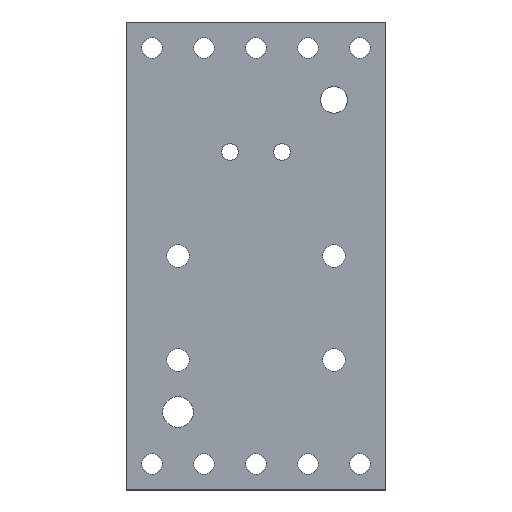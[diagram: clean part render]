
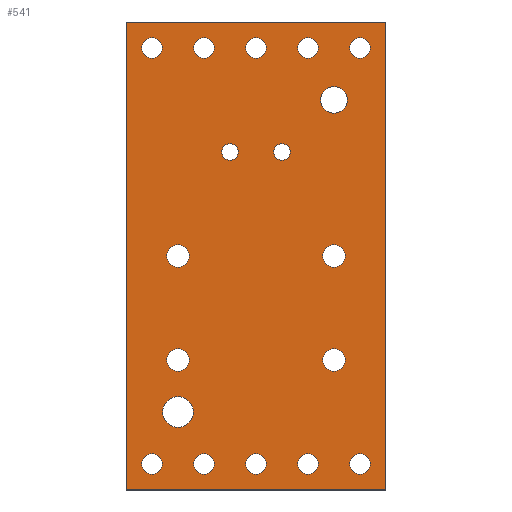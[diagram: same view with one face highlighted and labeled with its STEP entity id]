
A CAD part, top view. The second image highlights one B-rep face of the part: STEP entity #541.
In plain terms, the highlighted planar face has unit normal (0, 0, 1).
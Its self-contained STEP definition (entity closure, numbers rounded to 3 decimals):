
#18=FACE_BOUND('',#107,.T.);
#19=FACE_BOUND('',#108,.T.);
#20=FACE_BOUND('',#109,.T.);
#21=FACE_BOUND('',#110,.T.);
#22=FACE_BOUND('',#111,.T.);
#23=FACE_BOUND('',#112,.T.);
#24=FACE_BOUND('',#113,.T.);
#25=FACE_BOUND('',#114,.T.);
#26=FACE_BOUND('',#115,.T.);
#27=FACE_BOUND('',#116,.T.);
#28=FACE_BOUND('',#117,.T.);
#29=FACE_BOUND('',#118,.T.);
#30=FACE_BOUND('',#119,.T.);
#31=FACE_BOUND('',#120,.T.);
#32=FACE_BOUND('',#121,.T.);
#33=FACE_BOUND('',#122,.T.);
#34=FACE_BOUND('',#123,.T.);
#35=FACE_BOUND('',#124,.T.);
#58=PLANE('',#616);
#82=FACE_OUTER_BOUND('',#106,.T.);
#106=EDGE_LOOP('',(#438,#439,#440,#441));
#107=EDGE_LOOP('',(#442));
#108=EDGE_LOOP('',(#443));
#109=EDGE_LOOP('',(#444));
#110=EDGE_LOOP('',(#445));
#111=EDGE_LOOP('',(#446));
#112=EDGE_LOOP('',(#447));
#113=EDGE_LOOP('',(#448));
#114=EDGE_LOOP('',(#449));
#115=EDGE_LOOP('',(#450));
#116=EDGE_LOOP('',(#451));
#117=EDGE_LOOP('',(#452));
#118=EDGE_LOOP('',(#453));
#119=EDGE_LOOP('',(#454));
#120=EDGE_LOOP('',(#455));
#121=EDGE_LOOP('',(#456));
#122=EDGE_LOOP('',(#457));
#123=EDGE_LOOP('',(#458));
#124=EDGE_LOOP('',(#459));
#164=LINE('',#892,#194);
#167=LINE('',#898,#197);
#170=LINE('',#904,#200);
#173=LINE('',#908,#203);
#194=VECTOR('',#753,10.);
#197=VECTOR('',#758,10.);
#200=VECTOR('',#763,10.);
#203=VECTOR('',#768,10.);
#205=CIRCLE('',#560,0.5);
#207=CIRCLE('',#563,0.5);
#209=CIRCLE('',#566,0.5);
#211=CIRCLE('',#569,0.5);
#213=CIRCLE('',#572,0.75);
#215=CIRCLE('',#575,0.55);
#217=CIRCLE('',#578,0.55);
#219=CIRCLE('',#581,0.4);
#221=CIRCLE('',#584,0.65);
#223=CIRCLE('',#587,0.4);
#225=CIRCLE('',#590,0.55);
#227=CIRCLE('',#593,0.55);
#229=CIRCLE('',#596,0.5);
#231=CIRCLE('',#599,0.5);
#233=CIRCLE('',#602,0.5);
#235=CIRCLE('',#605,0.5);
#237=CIRCLE('',#608,0.5);
#239=CIRCLE('',#611,0.5);
#241=VERTEX_POINT('',#780);
#243=VERTEX_POINT('',#786);
#245=VERTEX_POINT('',#792);
#247=VERTEX_POINT('',#798);
#249=VERTEX_POINT('',#804);
#251=VERTEX_POINT('',#810);
#253=VERTEX_POINT('',#816);
#255=VERTEX_POINT('',#822);
#257=VERTEX_POINT('',#828);
#259=VERTEX_POINT('',#834);
#261=VERTEX_POINT('',#840);
#263=VERTEX_POINT('',#846);
#265=VERTEX_POINT('',#852);
#267=VERTEX_POINT('',#858);
#269=VERTEX_POINT('',#864);
#271=VERTEX_POINT('',#870);
#273=VERTEX_POINT('',#876);
#275=VERTEX_POINT('',#882);
#278=VERTEX_POINT('',#889);
#279=VERTEX_POINT('',#891);
#281=VERTEX_POINT('',#897);
#283=VERTEX_POINT('',#903);
#286=EDGE_CURVE('',#241,#241,#205,.T.);
#289=EDGE_CURVE('',#243,#243,#207,.T.);
#292=EDGE_CURVE('',#245,#245,#209,.T.);
#295=EDGE_CURVE('',#247,#247,#211,.T.);
#298=EDGE_CURVE('',#249,#249,#213,.T.);
#301=EDGE_CURVE('',#251,#251,#215,.T.);
#304=EDGE_CURVE('',#253,#253,#217,.T.);
#307=EDGE_CURVE('',#255,#255,#219,.T.);
#310=EDGE_CURVE('',#257,#257,#221,.T.);
#313=EDGE_CURVE('',#259,#259,#223,.T.);
#316=EDGE_CURVE('',#261,#261,#225,.T.);
#319=EDGE_CURVE('',#263,#263,#227,.T.);
#322=EDGE_CURVE('',#265,#265,#229,.T.);
#325=EDGE_CURVE('',#267,#267,#231,.T.);
#328=EDGE_CURVE('',#269,#269,#233,.T.);
#331=EDGE_CURVE('',#271,#271,#235,.T.);
#334=EDGE_CURVE('',#273,#273,#237,.T.);
#337=EDGE_CURVE('',#275,#275,#239,.T.);
#340=EDGE_CURVE('',#279,#278,#164,.T.);
#343=EDGE_CURVE('',#281,#279,#167,.T.);
#346=EDGE_CURVE('',#283,#281,#170,.T.);
#349=EDGE_CURVE('',#278,#283,#173,.T.);
#438=ORIENTED_EDGE('',*,*,#349,.T.);
#439=ORIENTED_EDGE('',*,*,#346,.T.);
#440=ORIENTED_EDGE('',*,*,#343,.T.);
#441=ORIENTED_EDGE('',*,*,#340,.T.);
#442=ORIENTED_EDGE('',*,*,#286,.T.);
#443=ORIENTED_EDGE('',*,*,#289,.T.);
#444=ORIENTED_EDGE('',*,*,#292,.T.);
#445=ORIENTED_EDGE('',*,*,#295,.T.);
#446=ORIENTED_EDGE('',*,*,#298,.T.);
#447=ORIENTED_EDGE('',*,*,#301,.T.);
#448=ORIENTED_EDGE('',*,*,#304,.T.);
#449=ORIENTED_EDGE('',*,*,#307,.T.);
#450=ORIENTED_EDGE('',*,*,#310,.T.);
#451=ORIENTED_EDGE('',*,*,#313,.T.);
#452=ORIENTED_EDGE('',*,*,#316,.T.);
#453=ORIENTED_EDGE('',*,*,#319,.T.);
#454=ORIENTED_EDGE('',*,*,#322,.T.);
#455=ORIENTED_EDGE('',*,*,#325,.T.);
#456=ORIENTED_EDGE('',*,*,#328,.T.);
#457=ORIENTED_EDGE('',*,*,#331,.T.);
#458=ORIENTED_EDGE('',*,*,#334,.T.);
#459=ORIENTED_EDGE('',*,*,#337,.T.);
#541=ADVANCED_FACE('',(#82,#18,#19,#20,#21,#22,#23,#24,#25,#26,#27,#28,
#29,#30,#31,#32,#33,#34,#35),#58,.T.);
#560=AXIS2_PLACEMENT_3D('',#782,#628,#629);
#563=AXIS2_PLACEMENT_3D('',#788,#635,#636);
#566=AXIS2_PLACEMENT_3D('',#794,#642,#643);
#569=AXIS2_PLACEMENT_3D('',#800,#649,#650);
#572=AXIS2_PLACEMENT_3D('',#806,#656,#657);
#575=AXIS2_PLACEMENT_3D('',#812,#663,#664);
#578=AXIS2_PLACEMENT_3D('',#818,#670,#671);
#581=AXIS2_PLACEMENT_3D('',#824,#677,#678);
#584=AXIS2_PLACEMENT_3D('',#830,#684,#685);
#587=AXIS2_PLACEMENT_3D('',#836,#691,#692);
#590=AXIS2_PLACEMENT_3D('',#842,#698,#699);
#593=AXIS2_PLACEMENT_3D('',#848,#705,#706);
#596=AXIS2_PLACEMENT_3D('',#854,#712,#713);
#599=AXIS2_PLACEMENT_3D('',#860,#719,#720);
#602=AXIS2_PLACEMENT_3D('',#866,#726,#727);
#605=AXIS2_PLACEMENT_3D('',#872,#733,#734);
#608=AXIS2_PLACEMENT_3D('',#878,#740,#741);
#611=AXIS2_PLACEMENT_3D('',#884,#747,#748);
#616=AXIS2_PLACEMENT_3D('',#909,#769,#770);
#628=DIRECTION('center_axis',(0.,0.,-1.));
#629=DIRECTION('ref_axis',(1.,0.,0.));
#635=DIRECTION('center_axis',(0.,0.,-1.));
#636=DIRECTION('ref_axis',(1.,0.,0.));
#642=DIRECTION('center_axis',(0.,0.,-1.));
#643=DIRECTION('ref_axis',(1.,0.,0.));
#649=DIRECTION('center_axis',(0.,0.,-1.));
#650=DIRECTION('ref_axis',(1.,0.,0.));
#656=DIRECTION('center_axis',(0.,0.,-1.));
#657=DIRECTION('ref_axis',(1.,0.,0.));
#663=DIRECTION('center_axis',(0.,0.,-1.));
#664=DIRECTION('ref_axis',(1.,0.,0.));
#670=DIRECTION('center_axis',(0.,0.,-1.));
#671=DIRECTION('ref_axis',(1.,0.,0.));
#677=DIRECTION('center_axis',(0.,0.,-1.));
#678=DIRECTION('ref_axis',(1.,0.,0.));
#684=DIRECTION('center_axis',(0.,0.,-1.));
#685=DIRECTION('ref_axis',(1.,0.,0.));
#691=DIRECTION('center_axis',(0.,0.,-1.));
#692=DIRECTION('ref_axis',(1.,0.,0.));
#698=DIRECTION('center_axis',(0.,0.,-1.));
#699=DIRECTION('ref_axis',(1.,0.,0.));
#705=DIRECTION('center_axis',(0.,0.,-1.));
#706=DIRECTION('ref_axis',(1.,0.,0.));
#712=DIRECTION('center_axis',(0.,0.,-1.));
#713=DIRECTION('ref_axis',(1.,0.,0.));
#719=DIRECTION('center_axis',(0.,0.,-1.));
#720=DIRECTION('ref_axis',(1.,0.,0.));
#726=DIRECTION('center_axis',(0.,0.,-1.));
#727=DIRECTION('ref_axis',(1.,0.,0.));
#733=DIRECTION('center_axis',(0.,0.,-1.));
#734=DIRECTION('ref_axis',(1.,0.,0.));
#740=DIRECTION('center_axis',(0.,0.,-1.));
#741=DIRECTION('ref_axis',(1.,0.,0.));
#747=DIRECTION('center_axis',(0.,0.,-1.));
#748=DIRECTION('ref_axis',(1.,0.,0.));
#753=DIRECTION('',(0.,1.,0.));
#758=DIRECTION('',(1.,0.,0.));
#763=DIRECTION('',(0.,-1.,0.));
#768=DIRECTION('',(-1.,0.,0.));
#769=DIRECTION('center_axis',(0.,0.,1.));
#770=DIRECTION('ref_axis',(1.,0.,0.));
#780=CARTESIAN_POINT('',(2.04,10.16,1.57));
#782=CARTESIAN_POINT('Origin',(2.54,10.16,1.57));
#786=CARTESIAN_POINT('',(-3.04,10.16,1.57));
#788=CARTESIAN_POINT('Origin',(-2.54,10.16,1.57));
#792=CARTESIAN_POINT('',(4.58,-10.16,1.57));
#794=CARTESIAN_POINT('Origin',(5.08,-10.16,1.57));
#798=CARTESIAN_POINT('',(-0.5,-10.16,1.57));
#800=CARTESIAN_POINT('Origin',(0.,-10.16,1.57));
#804=CARTESIAN_POINT('',(-4.56,-7.625,1.57));
#806=CARTESIAN_POINT('Origin',(-3.81,-7.625,1.57));
#810=CARTESIAN_POINT('',(3.26,-5.08,1.57));
#812=CARTESIAN_POINT('Origin',(3.81,-5.08,1.57));
#816=CARTESIAN_POINT('',(3.26,0.,1.57));
#818=CARTESIAN_POINT('Origin',(3.81,0.,1.57));
#822=CARTESIAN_POINT('',(-1.67,5.08,1.57));
#824=CARTESIAN_POINT('Origin',(-1.27,5.08,1.57));
#828=CARTESIAN_POINT('',(3.16,7.625,1.57));
#830=CARTESIAN_POINT('Origin',(3.81,7.625,1.57));
#834=CARTESIAN_POINT('',(0.87,5.08,1.57));
#836=CARTESIAN_POINT('Origin',(1.27,5.08,1.57));
#840=CARTESIAN_POINT('',(-4.36,0.,1.57));
#842=CARTESIAN_POINT('Origin',(-3.81,0.,1.57));
#846=CARTESIAN_POINT('',(-4.36,-5.08,1.57));
#848=CARTESIAN_POINT('Origin',(-3.81,-5.08,1.57));
#852=CARTESIAN_POINT('',(-5.58,-10.16,1.57));
#854=CARTESIAN_POINT('Origin',(-5.08,-10.16,1.57));
#858=CARTESIAN_POINT('',(-3.04,-10.16,1.57));
#860=CARTESIAN_POINT('Origin',(-2.54,-10.16,1.57));
#864=CARTESIAN_POINT('',(2.04,-10.16,1.57));
#866=CARTESIAN_POINT('Origin',(2.54,-10.16,1.57));
#870=CARTESIAN_POINT('',(-5.58,10.16,1.57));
#872=CARTESIAN_POINT('Origin',(-5.08,10.16,1.57));
#876=CARTESIAN_POINT('',(-0.5,10.16,1.57));
#878=CARTESIAN_POINT('Origin',(0.,10.16,1.57));
#882=CARTESIAN_POINT('',(4.58,10.16,1.57));
#884=CARTESIAN_POINT('Origin',(5.08,10.16,1.57));
#889=CARTESIAN_POINT('',(6.35,11.43,1.57));
#891=CARTESIAN_POINT('',(6.35,-11.43,1.57));
#892=CARTESIAN_POINT('',(6.35,-11.43,1.57));
#897=CARTESIAN_POINT('',(-6.35,-11.43,1.57));
#898=CARTESIAN_POINT('',(-6.35,-11.43,1.57));
#903=CARTESIAN_POINT('',(-6.35,11.43,1.57));
#904=CARTESIAN_POINT('',(-6.35,11.43,1.57));
#908=CARTESIAN_POINT('',(6.35,11.43,1.57));
#909=CARTESIAN_POINT('Origin',(0.,0.,1.57));
